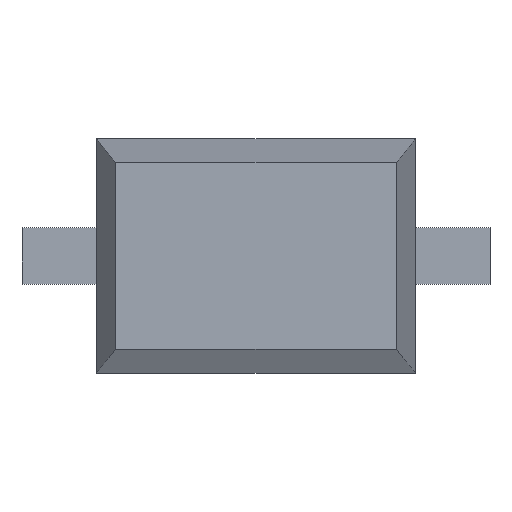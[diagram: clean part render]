
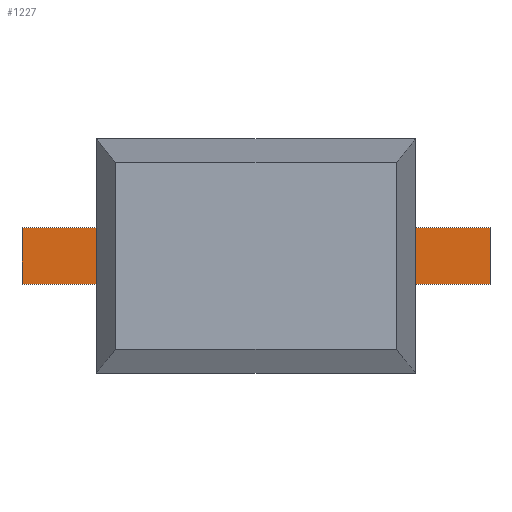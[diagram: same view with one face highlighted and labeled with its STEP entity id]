
A CAD part, top view. The second image highlights one B-rep face of the part: STEP entity #1227.
In plain terms, the highlighted free-form (B-spline) face has degree [3, 3] with [4, 4] control points.
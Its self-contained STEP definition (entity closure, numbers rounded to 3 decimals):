
#858 = VERTEX_POINT('',#859);
#859 = CARTESIAN_POINT('',(-1.25,0.15,0.1));
#869 = B_SPLINE_SURFACE_WITH_KNOTS('',3,3,(
    (#870,#871,#872,#873)
    ,(#874,#875,#876,#877)
    ,(#878,#879,#880,#881)
    ,(#882,#883,#884,#885
    )),.UNSPECIFIED.,.F.,.F.,.F.,(4,4),(4,4),(0.,1.),(0.,1.),
  .PIECEWISE_BEZIER_KNOTS.);
#870 = CARTESIAN_POINT('',(-1.25,0.15,0.1));
#871 = CARTESIAN_POINT('',(-1.25,0.05,0.1));
#872 = CARTESIAN_POINT('',(-1.25,-0.05,0.1));
#873 = CARTESIAN_POINT('',(-1.25,-0.15,0.1));
#874 = CARTESIAN_POINT('',(-1.25,0.15,0.067));
#875 = CARTESIAN_POINT('',(-1.25,0.05,0.067));
#876 = CARTESIAN_POINT('',(-1.25,-0.05,0.067));
#877 = CARTESIAN_POINT('',(-1.25,-0.15,0.067));
#878 = CARTESIAN_POINT('',(-1.25,0.15,0.033));
#879 = CARTESIAN_POINT('',(-1.25,0.05,0.033));
#880 = CARTESIAN_POINT('',(-1.25,-0.05,0.033));
#881 = CARTESIAN_POINT('',(-1.25,-0.15,0.033));
#882 = CARTESIAN_POINT('',(-1.25,0.15,0.));
#883 = CARTESIAN_POINT('',(-1.25,0.05,0.));
#884 = CARTESIAN_POINT('',(-1.25,-0.05,0.));
#885 = CARTESIAN_POINT('',(-1.25,-0.15,0.));
#892 = B_SPLINE_SURFACE_WITH_KNOTS('',3,3,(
    (#893,#894,#895,#896)
    ,(#897,#898,#899,#900)
    ,(#901,#902,#903,#904)
    ,(#905,#906,#907,#908
    )),.UNSPECIFIED.,.F.,.F.,.F.,(4,4),(4,4),(0.,1.),(0.,1.),
  .PIECEWISE_BEZIER_KNOTS.);
#893 = CARTESIAN_POINT('',(-1.25,0.15,0.));
#894 = CARTESIAN_POINT('',(-0.417,0.15,0.));
#895 = CARTESIAN_POINT('',(0.417,0.15,0.));
#896 = CARTESIAN_POINT('',(1.25,0.15,0.));
#897 = CARTESIAN_POINT('',(-1.25,0.15,0.033));
#898 = CARTESIAN_POINT('',(-0.417,0.15,0.033));
#899 = CARTESIAN_POINT('',(0.417,0.15,0.033));
#900 = CARTESIAN_POINT('',(1.25,0.15,0.033));
#901 = CARTESIAN_POINT('',(-1.25,0.15,0.067));
#902 = CARTESIAN_POINT('',(-0.417,0.15,0.067));
#903 = CARTESIAN_POINT('',(0.417,0.15,0.067));
#904 = CARTESIAN_POINT('',(1.25,0.15,0.067));
#905 = CARTESIAN_POINT('',(-1.25,0.15,0.1));
#906 = CARTESIAN_POINT('',(-0.417,0.15,0.1));
#907 = CARTESIAN_POINT('',(0.417,0.15,0.1));
#908 = CARTESIAN_POINT('',(1.25,0.15,0.1));
#955 = VERTEX_POINT('',#956);
#956 = CARTESIAN_POINT('',(-1.25,-0.15,0.1));
#970 = B_SPLINE_SURFACE_WITH_KNOTS('',3,3,(
    (#971,#972,#973,#974)
    ,(#975,#976,#977,#978)
    ,(#979,#980,#981,#982)
    ,(#983,#984,#985,#986
    )),.UNSPECIFIED.,.F.,.F.,.F.,(4,4),(4,4),(0.,1.),(0.,1.),
  .PIECEWISE_BEZIER_KNOTS.);
#971 = CARTESIAN_POINT('',(1.25,-0.15,0.1));
#972 = CARTESIAN_POINT('',(1.25,-0.15,0.067));
#973 = CARTESIAN_POINT('',(1.25,-0.15,0.033));
#974 = CARTESIAN_POINT('',(1.25,-0.15,0.));
#975 = CARTESIAN_POINT('',(0.417,-0.15,0.1));
#976 = CARTESIAN_POINT('',(0.417,-0.15,0.067));
#977 = CARTESIAN_POINT('',(0.417,-0.15,0.033));
#978 = CARTESIAN_POINT('',(0.417,-0.15,0.));
#979 = CARTESIAN_POINT('',(-0.417,-0.15,0.1));
#980 = CARTESIAN_POINT('',(-0.417,-0.15,0.067));
#981 = CARTESIAN_POINT('',(-0.417,-0.15,0.033));
#982 = CARTESIAN_POINT('',(-0.417,-0.15,0.));
#983 = CARTESIAN_POINT('',(-1.25,-0.15,0.1));
#984 = CARTESIAN_POINT('',(-1.25,-0.15,0.067));
#985 = CARTESIAN_POINT('',(-1.25,-0.15,0.033));
#986 = CARTESIAN_POINT('',(-1.25,-0.15,0.));
#993 = EDGE_CURVE('',#955,#858,#994,.T.);
#994 = SURFACE_CURVE('',#995,(#1000,#1006),.PCURVE_S1.);
#995 = B_SPLINE_CURVE_WITH_KNOTS('',3,(#996,#997,#998,#999),
  .UNSPECIFIED.,.F.,.F.,(4,4),(-1.,0.),.PIECEWISE_BEZIER_KNOTS.);
#996 = CARTESIAN_POINT('',(-1.25,-0.15,0.1));
#997 = CARTESIAN_POINT('',(-1.25,-0.05,0.1));
#998 = CARTESIAN_POINT('',(-1.25,0.05,0.1));
#999 = CARTESIAN_POINT('',(-1.25,0.15,0.1));
#1000 = PCURVE('',#869,#1001);
#1001 = DEFINITIONAL_REPRESENTATION('',(#1002),#1005);
#1002 = B_SPLINE_CURVE_WITH_KNOTS('',1,(#1003,#1004),.UNSPECIFIED.,.F.,
  .F.,(2,2),(-1.,0.),.PIECEWISE_BEZIER_KNOTS.);
#1003 = CARTESIAN_POINT('',(0.,1.));
#1004 = CARTESIAN_POINT('',(0.,0.));
#1005 = ( GEOMETRIC_REPRESENTATION_CONTEXT(2) 
PARAMETRIC_REPRESENTATION_CONTEXT() REPRESENTATION_CONTEXT('2D SPACE',''
  ) );
#1006 = PCURVE('',#1007,#1024);
#1007 = B_SPLINE_SURFACE_WITH_KNOTS('',3,3,(
    (#1008,#1009,#1010,#1011)
    ,(#1012,#1013,#1014,#1015)
    ,(#1016,#1017,#1018,#1019)
    ,(#1020,#1021,#1022,#1023
    )),.UNSPECIFIED.,.F.,.F.,.F.,(4,4),(4,4),(0.,1.),(0.,1.),
  .PIECEWISE_BEZIER_KNOTS.);
#1008 = CARTESIAN_POINT('',(-1.25,-0.15,0.1));
#1009 = CARTESIAN_POINT('',(-1.25,-0.05,0.1));
#1010 = CARTESIAN_POINT('',(-1.25,0.05,0.1));
#1011 = CARTESIAN_POINT('',(-1.25,0.15,0.1));
#1012 = CARTESIAN_POINT('',(-0.417,-0.15,0.1));
#1013 = CARTESIAN_POINT('',(-0.417,-0.05,0.1));
#1014 = CARTESIAN_POINT('',(-0.417,0.05,0.1));
#1015 = CARTESIAN_POINT('',(-0.417,0.15,0.1));
#1016 = CARTESIAN_POINT('',(0.417,-0.15,0.1));
#1017 = CARTESIAN_POINT('',(0.417,-0.05,0.1));
#1018 = CARTESIAN_POINT('',(0.417,0.05,0.1));
#1019 = CARTESIAN_POINT('',(0.417,0.15,0.1));
#1020 = CARTESIAN_POINT('',(1.25,-0.15,0.1));
#1021 = CARTESIAN_POINT('',(1.25,-0.05,0.1));
#1022 = CARTESIAN_POINT('',(1.25,0.05,0.1));
#1023 = CARTESIAN_POINT('',(1.25,0.15,0.1));
#1024 = DEFINITIONAL_REPRESENTATION('',(#1025),#1028);
#1025 = B_SPLINE_CURVE_WITH_KNOTS('',1,(#1026,#1027),.UNSPECIFIED.,.F.,
  .F.,(2,2),(-1.,0.),.PIECEWISE_BEZIER_KNOTS.);
#1026 = CARTESIAN_POINT('',(0.,0.));
#1027 = CARTESIAN_POINT('',(0.,1.));
#1028 = ( GEOMETRIC_REPRESENTATION_CONTEXT(2) 
PARAMETRIC_REPRESENTATION_CONTEXT() REPRESENTATION_CONTEXT('2D SPACE',''
  ) );
#1034 = EDGE_CURVE('',#858,#1035,#1037,.T.);
#1035 = VERTEX_POINT('',#1036);
#1036 = CARTESIAN_POINT('',(1.25,0.15,0.1));
#1037 = SURFACE_CURVE('',#1038,(#1043,#1049),.PCURVE_S1.);
#1038 = B_SPLINE_CURVE_WITH_KNOTS('',3,(#1039,#1040,#1041,#1042),
  .UNSPECIFIED.,.F.,.F.,(4,4),(0.,1.),.PIECEWISE_BEZIER_KNOTS.);
#1039 = CARTESIAN_POINT('',(-1.25,0.15,0.1));
#1040 = CARTESIAN_POINT('',(-0.417,0.15,0.1));
#1041 = CARTESIAN_POINT('',(0.417,0.15,0.1));
#1042 = CARTESIAN_POINT('',(1.25,0.15,0.1));
#1043 = PCURVE('',#892,#1044);
#1044 = DEFINITIONAL_REPRESENTATION('',(#1045),#1048);
#1045 = B_SPLINE_CURVE_WITH_KNOTS('',1,(#1046,#1047),.UNSPECIFIED.,.F.,
  .F.,(2,2),(0.,1.),.PIECEWISE_BEZIER_KNOTS.);
#1046 = CARTESIAN_POINT('',(1.,0.));
#1047 = CARTESIAN_POINT('',(1.,1.));
#1048 = ( GEOMETRIC_REPRESENTATION_CONTEXT(2) 
PARAMETRIC_REPRESENTATION_CONTEXT() REPRESENTATION_CONTEXT('2D SPACE',''
  ) );
#1049 = PCURVE('',#1007,#1050);
#1050 = DEFINITIONAL_REPRESENTATION('',(#1051),#1054);
#1051 = B_SPLINE_CURVE_WITH_KNOTS('',1,(#1052,#1053),.UNSPECIFIED.,.F.,
  .F.,(2,2),(0.,1.),.PIECEWISE_BEZIER_KNOTS.);
#1052 = CARTESIAN_POINT('',(0.,1.));
#1053 = CARTESIAN_POINT('',(1.,1.));
#1054 = ( GEOMETRIC_REPRESENTATION_CONTEXT(2) 
PARAMETRIC_REPRESENTATION_CONTEXT() REPRESENTATION_CONTEXT('2D SPACE',''
  ) );
#1072 = B_SPLINE_SURFACE_WITH_KNOTS('',3,3,(
    (#1073,#1074,#1075,#1076)
    ,(#1077,#1078,#1079,#1080)
    ,(#1081,#1082,#1083,#1084)
    ,(#1085,#1086,#1087,#1088
    )),.UNSPECIFIED.,.F.,.F.,.F.,(4,4),(4,4),(0.,1.),(0.,1.),
  .PIECEWISE_BEZIER_KNOTS.);
#1073 = CARTESIAN_POINT('',(1.25,-0.15,0.));
#1074 = CARTESIAN_POINT('',(1.25,-0.15,0.033));
#1075 = CARTESIAN_POINT('',(1.25,-0.15,0.067));
#1076 = CARTESIAN_POINT('',(1.25,-0.15,0.1));
#1077 = CARTESIAN_POINT('',(1.25,-0.05,0.));
#1078 = CARTESIAN_POINT('',(1.25,-0.05,0.033));
#1079 = CARTESIAN_POINT('',(1.25,-0.05,0.067));
#1080 = CARTESIAN_POINT('',(1.25,-0.05,0.1));
#1081 = CARTESIAN_POINT('',(1.25,0.05,0.));
#1082 = CARTESIAN_POINT('',(1.25,0.05,0.033));
#1083 = CARTESIAN_POINT('',(1.25,0.05,0.067));
#1084 = CARTESIAN_POINT('',(1.25,0.05,0.1));
#1085 = CARTESIAN_POINT('',(1.25,0.15,0.));
#1086 = CARTESIAN_POINT('',(1.25,0.15,0.033));
#1087 = CARTESIAN_POINT('',(1.25,0.15,0.067));
#1088 = CARTESIAN_POINT('',(1.25,0.15,0.1));
#1141 = EDGE_CURVE('',#1035,#1142,#1144,.T.);
#1142 = VERTEX_POINT('',#1143);
#1143 = CARTESIAN_POINT('',(1.25,-0.15,0.1));
#1144 = SURFACE_CURVE('',#1145,(#1150,#1156),.PCURVE_S1.);
#1145 = B_SPLINE_CURVE_WITH_KNOTS('',3,(#1146,#1147,#1148,#1149),
  .UNSPECIFIED.,.F.,.F.,(4,4),(-1.,0.),.PIECEWISE_BEZIER_KNOTS.);
#1146 = CARTESIAN_POINT('',(1.25,0.15,0.1));
#1147 = CARTESIAN_POINT('',(1.25,0.05,0.1));
#1148 = CARTESIAN_POINT('',(1.25,-0.05,0.1));
#1149 = CARTESIAN_POINT('',(1.25,-0.15,0.1));
#1150 = PCURVE('',#1072,#1151);
#1151 = DEFINITIONAL_REPRESENTATION('',(#1152),#1155);
#1152 = B_SPLINE_CURVE_WITH_KNOTS('',1,(#1153,#1154),.UNSPECIFIED.,.F.,
  .F.,(2,2),(-1.,0.),.PIECEWISE_BEZIER_KNOTS.);
#1153 = CARTESIAN_POINT('',(1.,1.));
#1154 = CARTESIAN_POINT('',(0.,1.));
#1155 = ( GEOMETRIC_REPRESENTATION_CONTEXT(2) 
PARAMETRIC_REPRESENTATION_CONTEXT() REPRESENTATION_CONTEXT('2D SPACE',''
  ) );
#1156 = PCURVE('',#1007,#1157);
#1157 = DEFINITIONAL_REPRESENTATION('',(#1158),#1161);
#1158 = B_SPLINE_CURVE_WITH_KNOTS('',1,(#1159,#1160),.UNSPECIFIED.,.F.,
  .F.,(2,2),(-1.,0.),.PIECEWISE_BEZIER_KNOTS.);
#1159 = CARTESIAN_POINT('',(1.,1.));
#1160 = CARTESIAN_POINT('',(1.,0.));
#1161 = ( GEOMETRIC_REPRESENTATION_CONTEXT(2) 
PARAMETRIC_REPRESENTATION_CONTEXT() REPRESENTATION_CONTEXT('2D SPACE',''
  ) );
#1186 = EDGE_CURVE('',#1142,#955,#1187,.T.);
#1187 = SURFACE_CURVE('',#1188,(#1193,#1199),.PCURVE_S1.);
#1188 = B_SPLINE_CURVE_WITH_KNOTS('',3,(#1189,#1190,#1191,#1192),
  .UNSPECIFIED.,.F.,.F.,(4,4),(0.,1.),.PIECEWISE_BEZIER_KNOTS.);
#1189 = CARTESIAN_POINT('',(1.25,-0.15,0.1));
#1190 = CARTESIAN_POINT('',(0.417,-0.15,0.1));
#1191 = CARTESIAN_POINT('',(-0.417,-0.15,0.1));
#1192 = CARTESIAN_POINT('',(-1.25,-0.15,0.1));
#1193 = PCURVE('',#970,#1194);
#1194 = DEFINITIONAL_REPRESENTATION('',(#1195),#1198);
#1195 = B_SPLINE_CURVE_WITH_KNOTS('',1,(#1196,#1197),.UNSPECIFIED.,.F.,
  .F.,(2,2),(0.,1.),.PIECEWISE_BEZIER_KNOTS.);
#1196 = CARTESIAN_POINT('',(0.,0.));
#1197 = CARTESIAN_POINT('',(1.,0.));
#1198 = ( GEOMETRIC_REPRESENTATION_CONTEXT(2) 
PARAMETRIC_REPRESENTATION_CONTEXT() REPRESENTATION_CONTEXT('2D SPACE',''
  ) );
#1199 = PCURVE('',#1007,#1200);
#1200 = DEFINITIONAL_REPRESENTATION('',(#1201),#1204);
#1201 = B_SPLINE_CURVE_WITH_KNOTS('',1,(#1202,#1203),.UNSPECIFIED.,.F.,
  .F.,(2,2),(0.,1.),.PIECEWISE_BEZIER_KNOTS.);
#1202 = CARTESIAN_POINT('',(1.,0.));
#1203 = CARTESIAN_POINT('',(0.,0.));
#1204 = ( GEOMETRIC_REPRESENTATION_CONTEXT(2) 
PARAMETRIC_REPRESENTATION_CONTEXT() REPRESENTATION_CONTEXT('2D SPACE',''
  ) );
#1227 = ADVANCED_FACE('',(#1228),#1007,.T.);
#1228 = FACE_BOUND('',#1229,.T.);
#1229 = EDGE_LOOP('',(#1230,#1231,#1232,#1233));
#1230 = ORIENTED_EDGE('',*,*,#1186,.F.);
#1231 = ORIENTED_EDGE('',*,*,#1141,.F.);
#1232 = ORIENTED_EDGE('',*,*,#1034,.F.);
#1233 = ORIENTED_EDGE('',*,*,#993,.F.);
